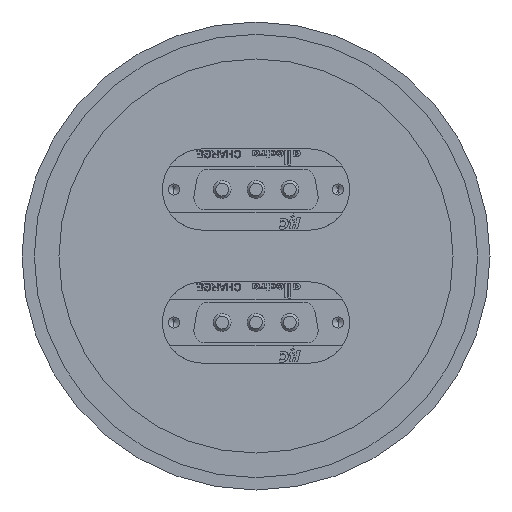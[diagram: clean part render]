
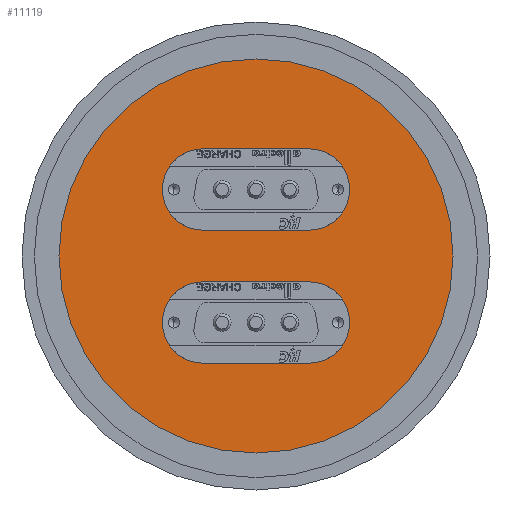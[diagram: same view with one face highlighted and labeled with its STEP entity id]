
A CAD part, front view. The second image highlights one B-rep face of the part: STEP entity #11119.
In plain terms, the highlighted planar face has unit normal (0, -1, 0).
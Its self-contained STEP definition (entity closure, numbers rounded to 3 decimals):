
#4 = CARTESIAN_POINT ( 'NONE',  ( -10.75, -12., 21.75 ) ) ;
#221 = CARTESIAN_POINT ( 'NONE',  ( -10.75, -12., 5.25 ) ) ;
#315 = VERTEX_POINT ( 'NONE', #4 ) ;
#490 = ORIENTED_EDGE ( 'NONE', *, *, #9086, .T. ) ;
#548 = AXIS2_PLACEMENT_3D ( 'NONE', #7452, #8361, #2916 ) ;
#755 = ORIENTED_EDGE ( 'NONE', *, *, #10292, .T. ) ;
#943 = CARTESIAN_POINT ( 'NONE',  ( 0., -12., 0. ) ) ;
#990 = CARTESIAN_POINT ( 'NONE',  ( -10.75, -12., 21.75 ) ) ;
#1043 = ORIENTED_EDGE ( 'NONE', *, *, #4335, .T. ) ;
#1271 = CIRCLE ( 'NONE', #8285, 8.25 ) ;
#1506 = EDGE_CURVE ( 'NONE', #4186, #315, #5756, .T. ) ;
#1674 = LINE ( 'NONE', #7595, #4956 ) ;
#1700 = DIRECTION ( 'NONE',  ( 0., 1., 0. ) ) ;
#1721 = CARTESIAN_POINT ( 'NONE',  ( -10.75, -12., -21.75 ) ) ;
#2081 = CARTESIAN_POINT ( 'NONE',  ( 0., -12., -40. ) ) ;
#2359 = VECTOR ( 'NONE', #4622, 1000. ) ;
#2467 = CIRCLE ( 'NONE', #3959, 8.25 ) ;
#2567 = CARTESIAN_POINT ( 'NONE',  ( 10.75, -12., 13.5 ) ) ;
#2609 = ORIENTED_EDGE ( 'NONE', *, *, #1506, .T. ) ;
#2903 = FACE_BOUND ( 'NONE', #7982, .T. ) ;
#2916 = DIRECTION ( 'NONE',  ( 0., 0., -1. ) ) ;
#3088 = EDGE_CURVE ( 'NONE', #6531, #10274, #7827, .T. ) ;
#3144 = DIRECTION ( 'NONE',  ( 0., 0., -1. ) ) ;
#3471 = EDGE_CURVE ( 'NONE', #4779, #9108, #11343, .T. ) ;
#3541 = DIRECTION ( 'NONE',  ( 0., 1., 0. ) ) ;
#3552 = ORIENTED_EDGE ( 'NONE', *, *, #6864, .T. ) ;
#3567 = AXIS2_PLACEMENT_3D ( 'NONE', #11671, #3541, #4322 ) ;
#3582 = CARTESIAN_POINT ( 'NONE',  ( -10.75, -12., -13.5 ) ) ;
#3590 = AXIS2_PLACEMENT_3D ( 'NONE', #2567, #1700, #4429 ) ;
#3803 = CARTESIAN_POINT ( 'NONE',  ( 10.75, -12., -21.75 ) ) ;
#3816 = VECTOR ( 'NONE', #11361, 1000. ) ;
#3959 = AXIS2_PLACEMENT_3D ( 'NONE', #3582, #6337, #6457 ) ;
#4053 = DIRECTION ( 'NONE',  ( -1., 0., 0. ) ) ;
#4186 = VERTEX_POINT ( 'NONE', #221 ) ;
#4322 = DIRECTION ( 'NONE',  ( 0., 0., 1. ) ) ;
#4335 = EDGE_CURVE ( 'NONE', #11447, #4186, #4506, .T. ) ;
#4338 = VERTEX_POINT ( 'NONE', #4934 ) ;
#4429 = DIRECTION ( 'NONE',  ( 0., 0., 1. ) ) ;
#4506 = LINE ( 'NONE', #4974, #3816 ) ;
#4622 = DIRECTION ( 'NONE',  ( 1., 0., 0. ) ) ;
#4779 = VERTEX_POINT ( 'NONE', #2081 ) ;
#4934 = CARTESIAN_POINT ( 'NONE',  ( 10.75, -12., -5.25 ) ) ;
#4956 = VECTOR ( 'NONE', #4053, 1000. ) ;
#4958 = ORIENTED_EDGE ( 'NONE', *, *, #8559, .F. ) ;
#4974 = CARTESIAN_POINT ( 'NONE',  ( -10.75, -12., 5.25 ) ) ;
#5214 = PLANE ( 'NONE',  #6514 ) ;
#5256 = CARTESIAN_POINT ( 'NONE',  ( 10.75, -12., 21.75 ) ) ;
#5355 = EDGE_LOOP ( 'NONE', ( #11203, #3552 ) ) ;
#5428 = VECTOR ( 'NONE', #6266, 1000. ) ;
#5623 = CIRCLE ( 'NONE', #11670, 40. ) ;
#5756 = CIRCLE ( 'NONE', #3567, 8.25 ) ;
#6126 = VERTEX_POINT ( 'NONE', #7011 ) ;
#6166 = ORIENTED_EDGE ( 'NONE', *, *, #3088, .F. ) ;
#6205 = CARTESIAN_POINT ( 'NONE',  ( 0., -12., 40. ) ) ;
#6228 = CIRCLE ( 'NONE', #3590, 8.25 ) ;
#6266 = DIRECTION ( 'NONE',  ( 1., 0., 0. ) ) ;
#6305 = DIRECTION ( 'NONE',  ( 0., 0., -1. ) ) ;
#6337 = DIRECTION ( 'NONE',  ( 0., -1., 0. ) ) ;
#6457 = DIRECTION ( 'NONE',  ( 0., 0., -1. ) ) ;
#6514 = AXIS2_PLACEMENT_3D ( 'NONE', #7901, #9713, #9827 ) ;
#6531 = VERTEX_POINT ( 'NONE', #7003 ) ;
#6588 = EDGE_CURVE ( 'NONE', #6126, #6531, #2467, .T. ) ;
#6864 = EDGE_CURVE ( 'NONE', #9108, #4779, #5623, .T. ) ;
#7003 = CARTESIAN_POINT ( 'NONE',  ( -10.75, -12., -21.75 ) ) ;
#7011 = CARTESIAN_POINT ( 'NONE',  ( -10.75, -12., -5.25 ) ) ;
#7184 = EDGE_CURVE ( 'NONE', #10274, #4338, #1271, .T. ) ;
#7330 = DIRECTION ( 'NONE',  ( 0., -1., 0. ) ) ;
#7417 = EDGE_LOOP ( 'NONE', ( #2609, #755, #490, #1043 ) ) ;
#7452 = CARTESIAN_POINT ( 'NONE',  ( 0., -12., 0. ) ) ;
#7595 = CARTESIAN_POINT ( 'NONE',  ( -10.75, -12., -5.25 ) ) ;
#7827 = LINE ( 'NONE', #1721, #5428 ) ;
#7846 = CARTESIAN_POINT ( 'NONE',  ( 10.75, -12., 5.25 ) ) ;
#7901 = CARTESIAN_POINT ( 'NONE',  ( 0., -12., -40. ) ) ;
#7982 = EDGE_LOOP ( 'NONE', ( #6166, #10473, #4958, #11513 ) ) ;
#8285 = AXIS2_PLACEMENT_3D ( 'NONE', #11185, #8538, #3144 ) ;
#8361 = DIRECTION ( 'NONE',  ( 0., -1., 0. ) ) ;
#8538 = DIRECTION ( 'NONE',  ( 0., -1., 0. ) ) ;
#8559 = EDGE_CURVE ( 'NONE', #4338, #6126, #1674, .T. ) ;
#9086 = EDGE_CURVE ( 'NONE', #9809, #11447, #6228, .T. ) ;
#9108 = VERTEX_POINT ( 'NONE', #6205 ) ;
#9713 = DIRECTION ( 'NONE',  ( 0., -1., 0. ) ) ;
#9809 = VERTEX_POINT ( 'NONE', #5256 ) ;
#9827 = DIRECTION ( 'NONE',  ( 0., 0., -1. ) ) ;
#10147 = FACE_OUTER_BOUND ( 'NONE', #5355, .T. ) ;
#10274 = VERTEX_POINT ( 'NONE', #3803 ) ;
#10292 = EDGE_CURVE ( 'NONE', #315, #9809, #10448, .T. ) ;
#10448 = LINE ( 'NONE', #990, #2359 ) ;
#10473 = ORIENTED_EDGE ( 'NONE', *, *, #6588, .F. ) ;
#10846 = FACE_BOUND ( 'NONE', #7417, .T. ) ;
#11119 = ADVANCED_FACE ( 'NONE', ( #10147, #10846, #2903 ), #5214, .T. ) ;
#11185 = CARTESIAN_POINT ( 'NONE',  ( 10.75, -12., -13.5 ) ) ;
#11203 = ORIENTED_EDGE ( 'NONE', *, *, #3471, .T. ) ;
#11343 = CIRCLE ( 'NONE', #548, 40. ) ;
#11361 = DIRECTION ( 'NONE',  ( -1., 0., 0. ) ) ;
#11447 = VERTEX_POINT ( 'NONE', #7846 ) ;
#11513 = ORIENTED_EDGE ( 'NONE', *, *, #7184, .F. ) ;
#11670 = AXIS2_PLACEMENT_3D ( 'NONE', #943, #7330, #6305 ) ;
#11671 = CARTESIAN_POINT ( 'NONE',  ( -10.75, -12., 13.5 ) ) ;
